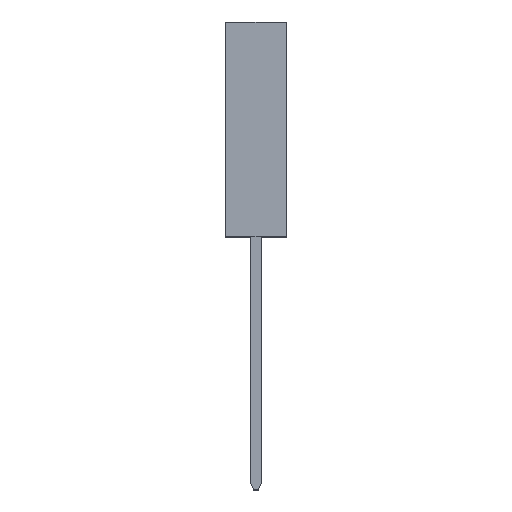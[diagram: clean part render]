
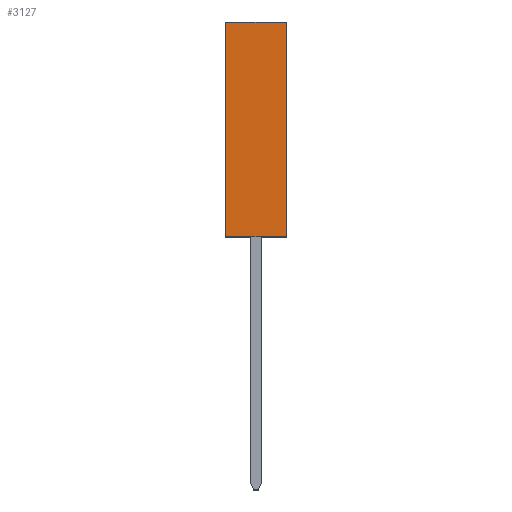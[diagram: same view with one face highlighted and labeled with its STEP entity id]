
A CAD part, top view. The second image highlights one B-rep face of the part: STEP entity #3127.
In plain terms, the highlighted planar face has unit normal (0, 0, 1).
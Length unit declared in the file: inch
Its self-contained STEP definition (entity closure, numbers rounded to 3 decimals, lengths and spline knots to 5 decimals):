
#267 = PLANE ( 'NONE',  #5853 ) ;
#288 = DIRECTION ( 'NONE',  ( -1., 0., 0. ) ) ;
#409 = CARTESIAN_POINT ( 'NONE',  ( 0.0475, 0., 0.26 ) ) ;
#471 = EDGE_CURVE ( 'NONE', #5868, #3593, #5468, .T. ) ;
#492 = CARTESIAN_POINT ( 'NONE',  ( 0.0475, 0.335, 0.26 ) ) ;
#709 = LINE ( 'NONE', #767, #1641 ) ;
#767 = CARTESIAN_POINT ( 'NONE',  ( -0.0475, 0., 0.26 ) ) ;
#1277 = EDGE_LOOP ( 'NONE', ( #1623, #1853, #2126, #3521 ) ) ;
#1623 = ORIENTED_EDGE ( 'NONE', *, *, #1887, .T. ) ;
#1641 = VECTOR ( 'NONE', #5790, 39.37008 ) ;
#1853 = ORIENTED_EDGE ( 'NONE', *, *, #5518, .F. ) ;
#1887 = EDGE_CURVE ( 'NONE', #3722, #1999, #709, .T. ) ;
#1999 = VERTEX_POINT ( 'NONE', #409 ) ;
#2126 = ORIENTED_EDGE ( 'NONE', *, *, #471, .F. ) ;
#2157 = VECTOR ( 'NONE', #5932, 39.37008 ) ;
#2395 = EDGE_CURVE ( 'NONE', #5868, #3722, #5094, .T. ) ;
#2519 = DIRECTION ( 'NONE',  ( 0., 0., -1. ) ) ;
#2806 = VECTOR ( 'NONE', #5555, 39.37008 ) ;
#3127 = ADVANCED_FACE ( 'NONE', ( #5184 ), #267, .F. ) ;
#3220 = CARTESIAN_POINT ( 'NONE',  ( 0.0475, 0.335, 0.26 ) ) ;
#3521 = ORIENTED_EDGE ( 'NONE', *, *, #2395, .T. ) ;
#3593 = VERTEX_POINT ( 'NONE', #3220 ) ;
#3722 = VERTEX_POINT ( 'NONE', #4190 ) ;
#4149 = CARTESIAN_POINT ( 'NONE',  ( -0.0475, 0.335, 0.26 ) ) ;
#4190 = CARTESIAN_POINT ( 'NONE',  ( -0.0475, 0., 0.26 ) ) ;
#4613 = DIRECTION ( 'NONE',  ( 0., -1., 0. ) ) ;
#5077 = LINE ( 'NONE', #492, #5373 ) ;
#5094 = LINE ( 'NONE', #4149, #2806 ) ;
#5184 = FACE_OUTER_BOUND ( 'NONE', #1277, .T. ) ;
#5373 = VECTOR ( 'NONE', #4613, 39.37008 ) ;
#5468 = LINE ( 'NONE', #5549, #2157 ) ;
#5518 = EDGE_CURVE ( 'NONE', #3593, #1999, #5077, .T. ) ;
#5549 = CARTESIAN_POINT ( 'NONE',  ( -0.0475, 0.335, 0.26 ) ) ;
#5554 = CARTESIAN_POINT ( 'NONE',  ( -0.0475, 0.335, 0.26 ) ) ;
#5555 = DIRECTION ( 'NONE',  ( 0., -1., 0. ) ) ;
#5764 = CARTESIAN_POINT ( 'NONE',  ( -0.0475, 0.335, 0.26 ) ) ;
#5790 = DIRECTION ( 'NONE',  ( 1., 0., 0. ) ) ;
#5853 = AXIS2_PLACEMENT_3D ( 'NONE', #5764, #2519, #288 ) ;
#5868 = VERTEX_POINT ( 'NONE', #5554 ) ;
#5932 = DIRECTION ( 'NONE',  ( 1., 0., 0. ) ) ;
